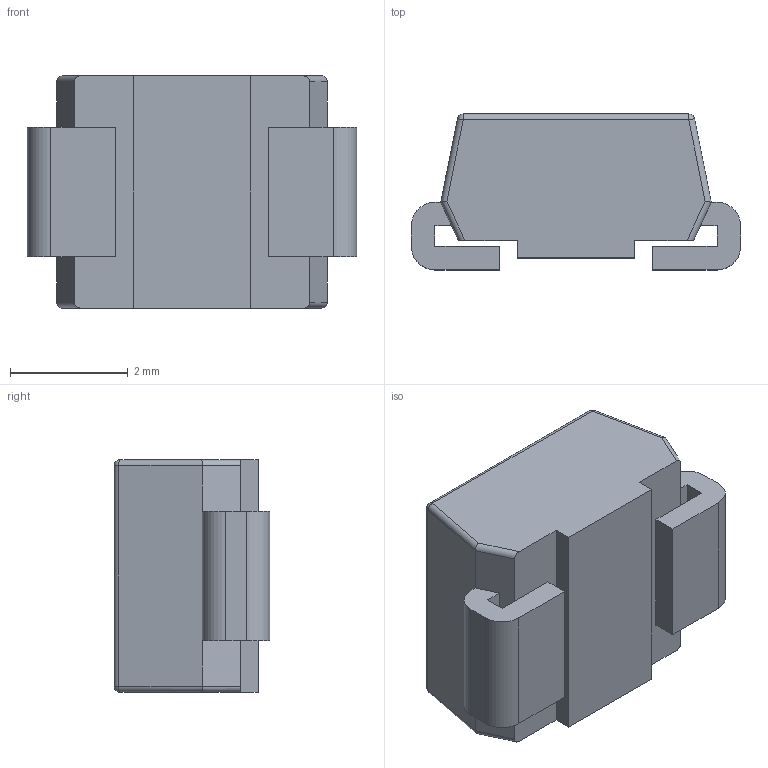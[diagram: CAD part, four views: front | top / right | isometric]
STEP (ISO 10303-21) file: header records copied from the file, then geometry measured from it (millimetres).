
FILE_DESCRIPTION (( 'STEP AP214' ), '1' );
FILE_NAME ('dioda SMBJ16A-TR.STEP', '2021-12-20T11:56:26', ( '' ), ( '' ), 'SwSTEP 2.0', 'SolidWorks 2020', '' );
FILE_SCHEMA (( 'AUTOMOTIVE_DESIGN' ));
Length unit declared in the file: millimetre
Products named in the file (1): dioda SMBJ16A-TR
Bounding box: 5.6 x 2.65 x 3.95 mm (x, y, z)
Volume: 42.8 mm3; surface area: 93.9 mm2
Topology: 1 solids, 1 shells, 50 faces, 128 edges, 76 vertices
Faces by surface type: plane 30, cylinder 16, sphere 4
Entity records: 2032 total; most frequent: CARTESIAN_POINT 275, ORIENTED_EDGE 248, DIRECTION 238, EDGE_CURVE 124, VECTOR 96, LINE 96, VERTEX_POINT 76, AXIS2_PLACEMENT_3D 71
